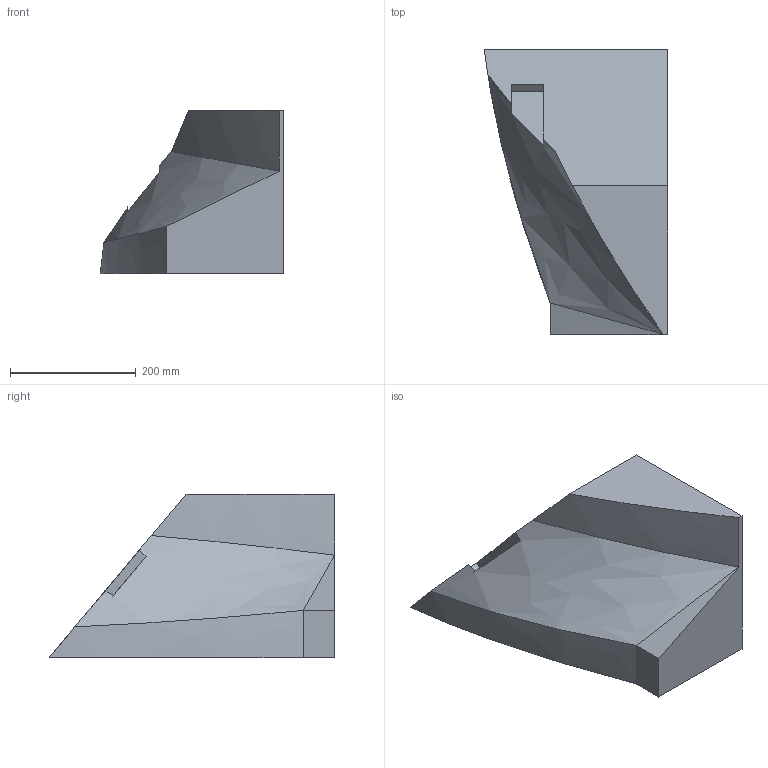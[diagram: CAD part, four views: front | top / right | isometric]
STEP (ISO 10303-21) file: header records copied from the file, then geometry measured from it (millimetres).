
FILE_DESCRIPTION(/* description */ (''),/* implementation_level */ '2;1');
FILE_NAME(/* name */ 'top3.step',/* time_stamp */ '2023-06-06T22:30:32+02:00',/* author */ (''),/* organization */ (''),/* preprocessor_version */ 'ST-DEVELOPER v19.2',/* originating_system */ 'Autodesk Translation Framework v12.4.0.73',/* authorisation */ '');
FILE_SCHEMA (('AUTOMOTIVE_DESIGN { 1 0 10303 214 3 1 1 }'));
Length unit declared in the file: millimetre
Products named in the file (1): mold
Bounding box: 292.56 x 455.48 x 260 mm (x, y, z)
Volume: 15460256.7 mm3; surface area: 438067 mm2
Topology: 1 solids, 1 shells, 15 faces, 37 edges, 24 vertices
Faces by surface type: plane 11, bspline 4
Entity records: 975 total; most frequent: CARTESIAN_POINT 619, ORIENTED_EDGE 74, DIRECTION 46, EDGE_CURVE 37, VERTEX_POINT 24, LINE 22, VECTOR 22, FACE_OUTER_BOUND 15
